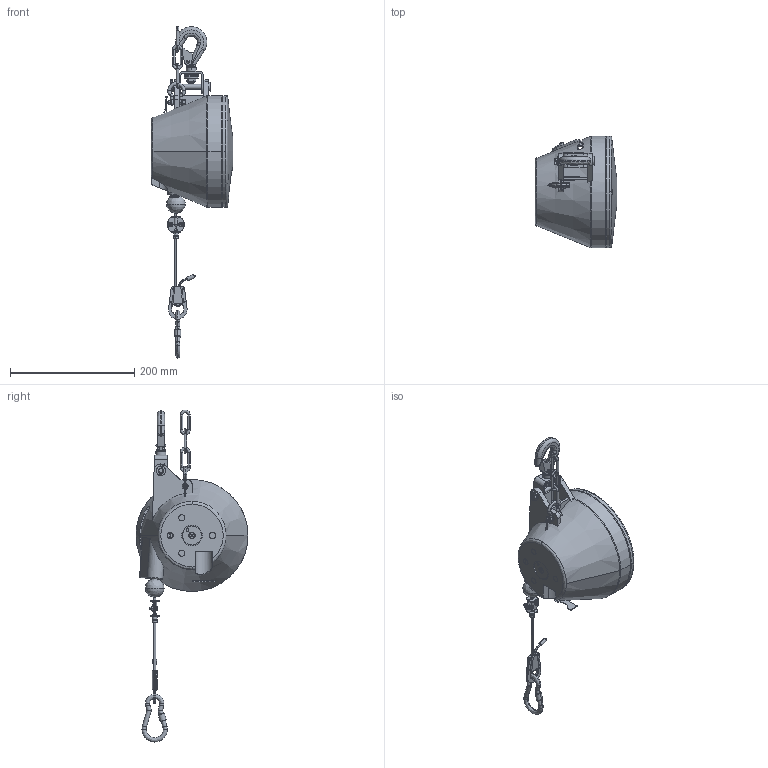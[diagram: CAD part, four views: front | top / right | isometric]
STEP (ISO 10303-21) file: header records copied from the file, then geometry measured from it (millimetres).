
FILE_DESCRIPTION (( 'STEP AP214' ), '1' );
FILE_NAME ('0014067.step', '2022-09-01T12:49:46', ( '' ), ( '' ), 'SwSTEP 2.0', 'SolidWorks 2020', '' );
FILE_SCHEMA (( 'AUTOMOTIVE_DESIGN' ));
Length unit declared in the file: millimetre
Products named in the file (1): 0014067
Bounding box: 131.7 x 180 x 533.83 mm (x, y, z)
Volume: 660031.6 mm3; surface area: 301863.8 mm2
Topology: 68 solids, 68 shells, 1832 faces, 4830 edges, 3087 vertices
Faces by surface type: cylinder 627, plane 580, bspline 325, cone 230, torus 60, sphere 10
Entity records: 105433 total; most frequent: CARTESIAN_POINT 41665, ORIENTED_EDGE 9492, DIRECTION 8258, EDGE_CURVE 4746, AXIS2_PLACEMENT_3D 3236, VERTEX_POINT 3077, EDGE_LOOP 2003, UNCERTAINTY_MEASURE_WITH_UNIT 1902
